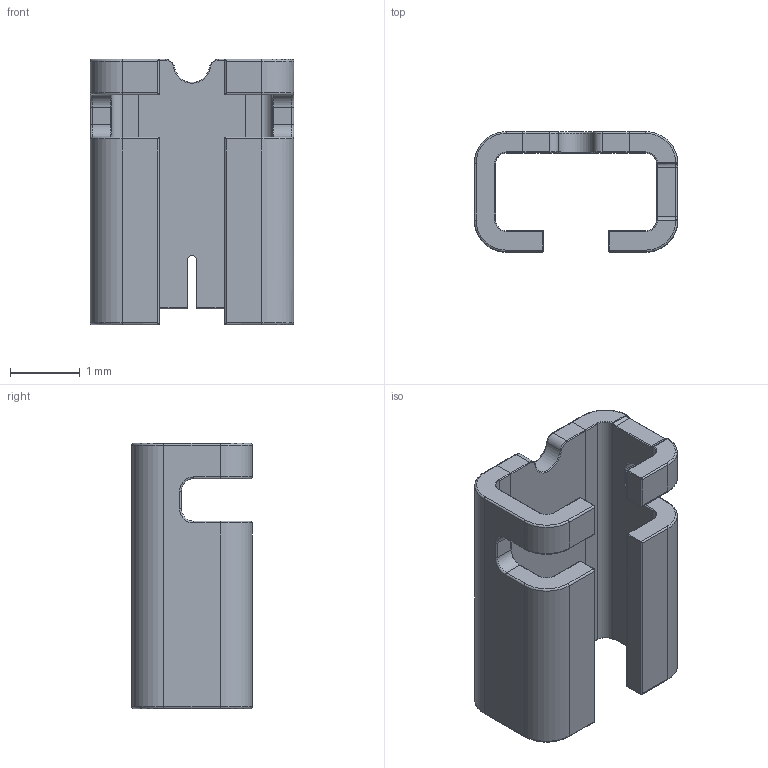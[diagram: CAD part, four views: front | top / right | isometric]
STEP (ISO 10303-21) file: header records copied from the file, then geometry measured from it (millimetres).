
FILE_DESCRIPTION (( 'STEP AP214' ), '1' );
FILE_NAME ('WSK1216_L5.STEP', '2017-03-11T00:35:59', ( '' ), ( '' ), 'SwSTEP 2.0', 'SolidWorks 2016', '' );
FILE_SCHEMA (( 'AUTOMOTIVE_DESIGN' ));
Length unit declared in the file: inch
Products named in the file (3): WSK1216-L5_terminals - Copy; WSK1216-L5_element - Copy; WSK1216_L5
Assembly tree (2 placements, depth 2):
  WSK1216_L5
    WSK1216-L5_element - Copy
    WSK1216-L5_terminals - Copy
Bounding box: 2.92 x 1.73 x 3.81 mm (x, y, z)
Volume: 6.9 mm3; surface area: 58.5 mm2
Topology: 3 solids, 3 shells, 248 faces, 582 edges, 312 vertices
Faces by surface type: cylinder 108, plane 50, torus 50, bspline 26, sphere 14
Entity records: 7257 total; most frequent: CARTESIAN_POINT 1685, DIRECTION 1230, ORIENTED_EDGE 1108, EDGE_CURVE 554, AXIS2_PLACEMENT_3D 497, VERTEX_POINT 312, CIRCLE 270, ADVANCED_FACE 248
